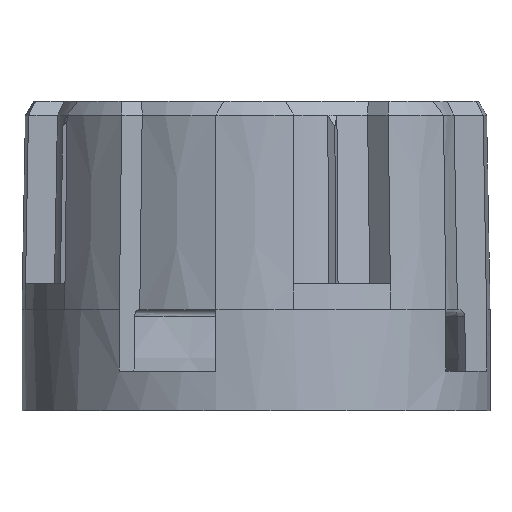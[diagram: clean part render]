
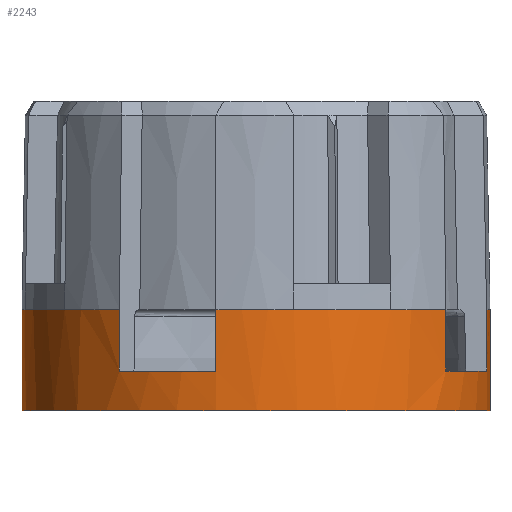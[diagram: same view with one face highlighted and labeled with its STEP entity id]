
A CAD part, left-side view. The second image highlights one B-rep face of the part: STEP entity #2243.
In plain terms, the highlighted cylindrical face has radius 5.9 mm (diameter 11.8 mm), a partial arc.
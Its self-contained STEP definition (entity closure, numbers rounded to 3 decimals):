
#81=CYLINDRICAL_SURFACE('',#2395,5.9);
#92=LINE('',#3255,#190);
#93=LINE('',#3259,#191);
#94=LINE('',#3263,#192);
#95=LINE('',#3271,#193);
#96=LINE('',#3275,#194);
#97=LINE('',#3279,#195);
#190=VECTOR('',#2671,2.55);
#191=VECTOR('',#2674,1.55);
#192=VECTOR('',#2677,1.55);
#193=VECTOR('',#2684,1.55);
#194=VECTOR('',#2687,1.55);
#195=VECTOR('',#2692,2.55);
#495=FACE_OUTER_BOUND('',#623,.T.);
#623=EDGE_LOOP('',(#1512,#1513,#1514,#1515,#1516,#1517,#1518,#1519,#1520,
#1521,#1522,#1523,#1524,#1525,#1526,#1527));
#767=CIRCLE('',#2394,5.9);
#768=CIRCLE('',#2396,5.9);
#769=CIRCLE('',#2397,5.9);
#770=CIRCLE('',#2398,5.9);
#771=CIRCLE('',#2399,5.9);
#772=CIRCLE('',#2400,5.9);
#773=CIRCLE('',#2401,5.9);
#774=CIRCLE('',#2402,5.9);
#775=CIRCLE('',#2403,5.9);
#776=CIRCLE('',#2404,5.9);
#888=VERTEX_POINT('',#3240);
#889=VERTEX_POINT('',#3242);
#891=VERTEX_POINT('',#3251);
#892=VERTEX_POINT('',#3252);
#893=VERTEX_POINT('',#3254);
#894=VERTEX_POINT('',#3256);
#895=VERTEX_POINT('',#3258);
#896=VERTEX_POINT('',#3260);
#897=VERTEX_POINT('',#3262);
#898=VERTEX_POINT('',#3264);
#899=VERTEX_POINT('',#3266);
#900=VERTEX_POINT('',#3268);
#901=VERTEX_POINT('',#3270);
#902=VERTEX_POINT('',#3272);
#903=VERTEX_POINT('',#3274);
#904=VERTEX_POINT('',#3276);
#1133=EDGE_CURVE('',#888,#889,#767,.T.);
#1136=EDGE_CURVE('',#891,#892,#768,.T.);
#1137=EDGE_CURVE('',#892,#893,#92,.T.);
#1138=EDGE_CURVE('',#894,#893,#769,.T.);
#1139=EDGE_CURVE('',#894,#895,#93,.T.);
#1140=EDGE_CURVE('',#895,#896,#770,.T.);
#1141=EDGE_CURVE('',#896,#897,#94,.T.);
#1142=EDGE_CURVE('',#898,#897,#771,.T.);
#1143=EDGE_CURVE('',#899,#898,#772,.T.);
#1144=EDGE_CURVE('',#900,#899,#773,.T.);
#1145=EDGE_CURVE('',#900,#901,#95,.T.);
#1146=EDGE_CURVE('',#901,#902,#774,.T.);
#1147=EDGE_CURVE('',#902,#903,#96,.T.);
#1148=EDGE_CURVE('',#904,#903,#775,.T.);
#1149=EDGE_CURVE('',#889,#904,#776,.T.);
#1150=EDGE_CURVE('',#891,#888,#97,.T.);
#1512=ORIENTED_EDGE('',*,*,#1136,.T.);
#1513=ORIENTED_EDGE('',*,*,#1137,.T.);
#1514=ORIENTED_EDGE('',*,*,#1138,.F.);
#1515=ORIENTED_EDGE('',*,*,#1139,.T.);
#1516=ORIENTED_EDGE('',*,*,#1140,.T.);
#1517=ORIENTED_EDGE('',*,*,#1141,.T.);
#1518=ORIENTED_EDGE('',*,*,#1142,.F.);
#1519=ORIENTED_EDGE('',*,*,#1143,.F.);
#1520=ORIENTED_EDGE('',*,*,#1144,.F.);
#1521=ORIENTED_EDGE('',*,*,#1145,.T.);
#1522=ORIENTED_EDGE('',*,*,#1146,.T.);
#1523=ORIENTED_EDGE('',*,*,#1147,.T.);
#1524=ORIENTED_EDGE('',*,*,#1148,.F.);
#1525=ORIENTED_EDGE('',*,*,#1149,.F.);
#1526=ORIENTED_EDGE('',*,*,#1133,.F.);
#1527=ORIENTED_EDGE('',*,*,#1150,.F.);
#2243=ADVANCED_FACE('',(#495),#81,.T.);
#2394=AXIS2_PLACEMENT_3D('',#3243,#2664,#2665);
#2395=AXIS2_PLACEMENT_3D('',#3250,#2667,#2668);
#2396=AXIS2_PLACEMENT_3D('',#3253,#2669,#2670);
#2397=AXIS2_PLACEMENT_3D('',#3257,#2672,#2673);
#2398=AXIS2_PLACEMENT_3D('',#3261,#2675,#2676);
#2399=AXIS2_PLACEMENT_3D('',#3265,#2678,#2679);
#2400=AXIS2_PLACEMENT_3D('',#3267,#2680,#2681);
#2401=AXIS2_PLACEMENT_3D('',#3269,#2682,#2683);
#2402=AXIS2_PLACEMENT_3D('',#3273,#2685,#2686);
#2403=AXIS2_PLACEMENT_3D('',#3277,#2688,#2689);
#2404=AXIS2_PLACEMENT_3D('',#3278,#2690,#2691);
#2664=DIRECTION('center_axis',(0.,0.,1.));
#2665=DIRECTION('ref_axis',(-0.003,1.,0.));
#2667=DIRECTION('center_axis',(0.,0.,-1.));
#2668=DIRECTION('ref_axis',(-0.003,1.,0.));
#2669=DIRECTION('center_axis',(0.,0.,1.));
#2670=DIRECTION('ref_axis',(-0.003,1.,0.));
#2671=DIRECTION('',(0.,0.,1.));
#2672=DIRECTION('center_axis',(0.,0.,1.));
#2673=DIRECTION('ref_axis',(-0.003,1.,0.));
#2674=DIRECTION('',(0.,0.,-1.));
#2675=DIRECTION('center_axis',(0.,0.,-1.));
#2676=DIRECTION('ref_axis',(-0.003,1.,0.));
#2677=DIRECTION('',(0.,0.,1.));
#2678=DIRECTION('center_axis',(0.,0.,1.));
#2679=DIRECTION('ref_axis',(-0.003,1.,0.));
#2680=DIRECTION('center_axis',(0.,0.,1.));
#2681=DIRECTION('ref_axis',(-0.003,1.,0.));
#2682=DIRECTION('center_axis',(0.,0.,1.));
#2683=DIRECTION('ref_axis',(-0.003,1.,0.));
#2684=DIRECTION('',(0.,0.,-1.));
#2685=DIRECTION('center_axis',(0.,0.,-1.));
#2686=DIRECTION('ref_axis',(-0.003,1.,0.));
#2687=DIRECTION('',(0.,0.,1.));
#2688=DIRECTION('center_axis',(0.,0.,1.));
#2689=DIRECTION('ref_axis',(-0.003,1.,0.));
#2690=DIRECTION('center_axis',(0.,0.,1.));
#2691=DIRECTION('ref_axis',(-0.003,1.,0.));
#2692=DIRECTION('',(0.,0.,1.));
#3240=CARTESIAN_POINT('',(-0.02,5.9,1.03));
#3242=CARTESIAN_POINT('',(-0.95,5.823,1.03));
#3243=CARTESIAN_POINT('Origin',(0.,0.,
1.03));
#3250=CARTESIAN_POINT('Origin',(0.,0.,
-1.52));
#3251=CARTESIAN_POINT('',(-0.02,5.9,-1.52));
#3252=CARTESIAN_POINT('',(0.02,-5.9,-1.52));
#3253=CARTESIAN_POINT('Origin',(0.,0.,
-1.52));
#3254=CARTESIAN_POINT('',(0.02,-5.9,1.03));
#3255=CARTESIAN_POINT('',(0.02,-5.9,-1.52));
#3256=CARTESIAN_POINT('',(-1.011,-5.813,1.03));
#3257=CARTESIAN_POINT('Origin',(0.,0.,
1.03));
#3258=CARTESIAN_POINT('',(-1.011,-5.813,-0.52));
#3259=CARTESIAN_POINT('',(-1.011,-5.813,-1.52));
#3260=CARTESIAN_POINT('',(-3.446,-4.789,-0.52));
#3261=CARTESIAN_POINT('Origin',(0.,0.,
-0.52));
#3262=CARTESIAN_POINT('',(-3.446,-4.789,1.03));
#3263=CARTESIAN_POINT('',(-3.446,-4.789,-1.52));
#3264=CARTESIAN_POINT('',(-4.825,-3.396,1.03));
#3265=CARTESIAN_POINT('Origin',(0.,0.,
1.03));
#3266=CARTESIAN_POINT('',(-5.823,-0.95,1.03));
#3267=CARTESIAN_POINT('Origin',(0.,0.,
1.03));
#3268=CARTESIAN_POINT('',(-5.813,1.011,1.03));
#3269=CARTESIAN_POINT('Origin',(0.,0.,
1.03));
#3270=CARTESIAN_POINT('',(-5.813,1.011,-0.52));
#3271=CARTESIAN_POINT('',(-5.813,1.011,-1.52));
#3272=CARTESIAN_POINT('',(-4.789,3.446,-0.52));
#3273=CARTESIAN_POINT('Origin',(0.,0.,
-0.52));
#3274=CARTESIAN_POINT('',(-4.789,3.446,1.03));
#3275=CARTESIAN_POINT('',(-4.789,3.446,-1.52));
#3276=CARTESIAN_POINT('',(-3.396,4.825,1.03));
#3277=CARTESIAN_POINT('Origin',(0.,0.,
1.03));
#3278=CARTESIAN_POINT('Origin',(0.,0.,
1.03));
#3279=CARTESIAN_POINT('',(-0.02,5.9,-1.52));
